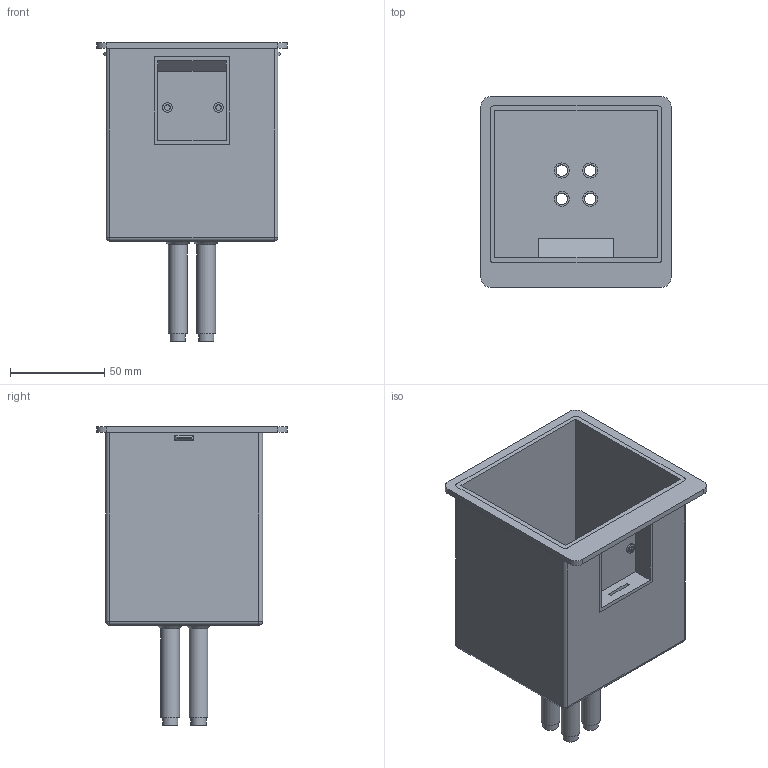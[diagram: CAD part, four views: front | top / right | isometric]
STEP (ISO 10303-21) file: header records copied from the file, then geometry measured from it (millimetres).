
FILE_DESCRIPTION(/* description */ (''),/* implementation_level */ '2;1');
FILE_NAME(/* name */ 'INNER_BASE.step',/* time_stamp */ '2025-07-28T22:53:46+08:00',/* author */ (''),/* organization */ (''),/* preprocessor_version */ 'ST-DEVELOPER v20.1',/* originating_system */ 'Autodesk Translation Framework v14.10.0.0',/* authorisation */ '');
FILE_SCHEMA (('AUTOMOTIVE_DESIGN { 1 0 10303 214 3 1 1 }'));
Length unit declared in the file: millimetre
Products named in the file (3): INNER_BASE; topofplanter; Component2
Assembly tree (2 placements, depth 2):
  INNER_BASE
    topofplanter
    Component2
Bounding box: 100.69 x 100.84 x 158 mm (x, y, z)
Volume: 118255.1 mm3; surface area: 106718.3 mm2
Topology: 5 solids, 5 shells, 114 faces, 242 edges, 156 vertices
Faces by surface type: plane 66, cylinder 40, cone 4, sphere 4
Full cylindrical faces by diameter (mm): 3 x4, 5 x2, 6 x4, 8 x8, 10 x4
Entity records: 3210 total; most frequent: DIRECTION 564, CARTESIAN_POINT 517, ORIENTED_EDGE 484, EDGE_CURVE 242, AXIS2_PLACEMENT_3D 203, LINE 158, VECTOR 158, VERTEX_POINT 156
